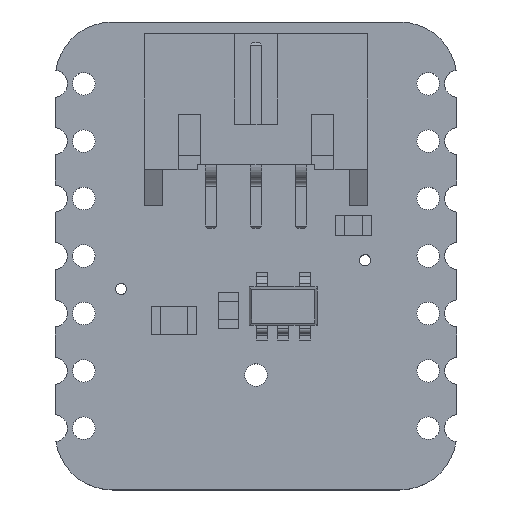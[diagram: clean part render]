
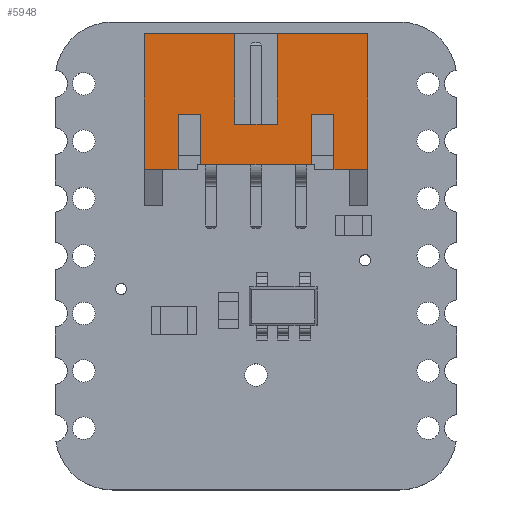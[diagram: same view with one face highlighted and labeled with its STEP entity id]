
A CAD part, top view. The second image highlights one B-rep face of the part: STEP entity #5948.
In plain terms, the highlighted planar face has unit normal (0, 0, 1).
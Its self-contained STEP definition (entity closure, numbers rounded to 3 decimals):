
#254=PLANE('',#6459);
#552=FACE_OUTER_BOUND('',#901,.T.);
#901=EDGE_LOOP('',(#5052,#5053,#5054,#5055,#5056,#5057,#5058,#5059,#5060,
#5061,#5062,#5063,#5064,#5065,#5066,#5067));
#1481=LINE('',#9142,#2159);
#1486=LINE('',#9153,#2164);
#1522=LINE('',#9236,#2200);
#1526=LINE('',#9244,#2204);
#1530=LINE('',#9252,#2208);
#1544=LINE('',#9281,#2222);
#1549=LINE('',#9289,#2227);
#1596=LINE('',#9379,#2274);
#1616=LINE('',#9416,#2294);
#1617=LINE('',#9419,#2295);
#1618=LINE('',#9421,#2296);
#1619=LINE('',#9423,#2297);
#1620=LINE('',#9425,#2298);
#1621=LINE('',#9427,#2299);
#1622=LINE('',#9429,#2300);
#1623=LINE('',#9430,#2301);
#2159=VECTOR('',#7548,4.);
#2164=VECTOR('',#7555,4.);
#2200=VECTOR('',#7619,2.223);
#2204=VECTOR('',#7625,1.);
#2208=VECTOR('',#7631,2.423);
#2222=VECTOR('',#7647,6.);
#2227=VECTOR('',#7654,10.);
#2274=VECTOR('',#7739,1.5);
#2294=VECTOR('',#7767,1.9);
#2295=VECTOR('',#7770,10.);
#2296=VECTOR('',#7771,2.223);
#2297=VECTOR('',#7772,1.);
#2298=VECTOR('',#7773,2.423);
#2299=VECTOR('',#7774,1.5);
#2300=VECTOR('',#7775,6.);
#2301=VECTOR('',#7776,3.);
#2802=VERTEX_POINT('',#9140);
#2803=VERTEX_POINT('',#9141);
#2807=VERTEX_POINT('',#9150);
#2808=VERTEX_POINT('',#9152);
#2840=VERTEX_POINT('',#9233);
#2841=VERTEX_POINT('',#9235);
#2844=VERTEX_POINT('',#9243);
#2847=VERTEX_POINT('',#9251);
#2860=VERTEX_POINT('',#9278);
#2861=VERTEX_POINT('',#9280);
#2901=VERTEX_POINT('',#9418);
#2902=VERTEX_POINT('',#9420);
#2903=VERTEX_POINT('',#9422);
#2904=VERTEX_POINT('',#9424);
#2905=VERTEX_POINT('',#9426);
#2906=VERTEX_POINT('',#9428);
#3511=EDGE_CURVE('',#2802,#2803,#1481,.T.);
#3516=EDGE_CURVE('',#2807,#2808,#1486,.T.);
#3556=EDGE_CURVE('',#2841,#2840,#1522,.F.);
#3560=EDGE_CURVE('',#2844,#2841,#1526,.F.);
#3564=EDGE_CURVE('',#2847,#2844,#1530,.T.);
#3578=EDGE_CURVE('',#2861,#2860,#1544,.F.);
#3583=EDGE_CURVE('',#2861,#2807,#1549,.T.);
#3630=EDGE_CURVE('',#2847,#2860,#1596,.T.);
#3650=EDGE_CURVE('',#2802,#2808,#1616,.T.);
#3651=EDGE_CURVE('',#2840,#2901,#1617,.T.);
#3652=EDGE_CURVE('',#2901,#2902,#1618,.T.);
#3653=EDGE_CURVE('',#2902,#2903,#1619,.F.);
#3654=EDGE_CURVE('',#2903,#2904,#1620,.F.);
#3655=EDGE_CURVE('',#2905,#2904,#1621,.T.);
#3656=EDGE_CURVE('',#2905,#2906,#1622,.T.);
#3657=EDGE_CURVE('',#2906,#2803,#1623,.T.);
#5052=ORIENTED_EDGE('',*,*,#3651,.T.);
#5053=ORIENTED_EDGE('',*,*,#3652,.T.);
#5054=ORIENTED_EDGE('',*,*,#3653,.T.);
#5055=ORIENTED_EDGE('',*,*,#3654,.T.);
#5056=ORIENTED_EDGE('',*,*,#3655,.F.);
#5057=ORIENTED_EDGE('',*,*,#3656,.T.);
#5058=ORIENTED_EDGE('',*,*,#3657,.T.);
#5059=ORIENTED_EDGE('',*,*,#3511,.F.);
#5060=ORIENTED_EDGE('',*,*,#3650,.T.);
#5061=ORIENTED_EDGE('',*,*,#3516,.F.);
#5062=ORIENTED_EDGE('',*,*,#3583,.F.);
#5063=ORIENTED_EDGE('',*,*,#3578,.T.);
#5064=ORIENTED_EDGE('',*,*,#3630,.F.);
#5065=ORIENTED_EDGE('',*,*,#3564,.T.);
#5066=ORIENTED_EDGE('',*,*,#3560,.T.);
#5067=ORIENTED_EDGE('',*,*,#3556,.T.);
#5948=ADVANCED_FACE('',(#552),#254,.T.);
#6459=AXIS2_PLACEMENT_3D('',#9417,#7768,#7769);
#7548=DIRECTION('',(0.,1.,0.));
#7555=DIRECTION('',(0.,-1.,0.));
#7619=DIRECTION('',(0.,1.,0.));
#7625=DIRECTION('',(-1.,0.,0.));
#7631=DIRECTION('',(0.,1.,0.));
#7647=DIRECTION('',(0.,1.,0.));
#7654=DIRECTION('',(1.,0.,0.));
#7739=DIRECTION('',(-1.,0.,0.));
#7767=DIRECTION('',(-1.,0.,0.));
#7768=DIRECTION('center_axis',(0.,0.,1.));
#7769=DIRECTION('ref_axis',(0.,1.,0.));
#7770=DIRECTION('',(1.,0.,0.));
#7771=DIRECTION('',(0.,1.,0.));
#7772=DIRECTION('',(-1.,0.,0.));
#7773=DIRECTION('',(0.,1.,0.));
#7774=DIRECTION('',(-1.,0.,0.));
#7775=DIRECTION('',(0.,1.,0.));
#7776=DIRECTION('',(-1.,0.,0.));
#9140=CARTESIAN_POINT('',(0.95,0.3,4.8));
#9141=CARTESIAN_POINT('',(0.95,4.3,4.8));
#9142=CARTESIAN_POINT('',(0.95,0.3,4.8));
#9150=CARTESIAN_POINT('',(-0.95,4.3,4.8));
#9152=CARTESIAN_POINT('',(-0.95,0.3,4.8));
#9153=CARTESIAN_POINT('',(-0.95,0.3,4.8));
#9233=CARTESIAN_POINT('',(-2.45,-1.5,4.8));
#9235=CARTESIAN_POINT('',(-2.45,0.723,4.8));
#9236=CARTESIAN_POINT('',(-2.45,-1.5,4.8));
#9243=CARTESIAN_POINT('',(-3.45,0.723,4.8));
#9244=CARTESIAN_POINT('',(-2.45,0.723,4.8));
#9251=CARTESIAN_POINT('',(-3.45,-1.7,4.8));
#9252=CARTESIAN_POINT('',(-3.45,-1.7,4.8));
#9278=CARTESIAN_POINT('',(-4.95,-1.7,4.8));
#9280=CARTESIAN_POINT('',(-4.95,4.3,4.8));
#9281=CARTESIAN_POINT('',(-4.95,-1.7,4.8));
#9289=CARTESIAN_POINT('',(-1.95,4.3,4.8));
#9379=CARTESIAN_POINT('',(-3.45,-1.7,4.8));
#9416=CARTESIAN_POINT('',(1.95,0.3,4.8));
#9417=CARTESIAN_POINT('Origin',(1.,-1.7,4.8));
#9418=CARTESIAN_POINT('',(2.45,-1.5,4.8));
#9419=CARTESIAN_POINT('',(1.,-1.5,4.8));
#9420=CARTESIAN_POINT('',(2.45,0.723,4.8));
#9421=CARTESIAN_POINT('',(2.45,-1.5,4.8));
#9422=CARTESIAN_POINT('',(3.45,0.723,4.8));
#9423=CARTESIAN_POINT('',(3.45,0.723,4.8));
#9424=CARTESIAN_POINT('',(3.45,-1.7,4.8));
#9425=CARTESIAN_POINT('',(3.45,-1.7,4.8));
#9426=CARTESIAN_POINT('',(4.95,-1.7,4.8));
#9427=CARTESIAN_POINT('',(4.95,-1.7,4.8));
#9428=CARTESIAN_POINT('',(4.95,4.3,4.8));
#9429=CARTESIAN_POINT('',(4.95,-1.7,4.8));
#9430=CARTESIAN_POINT('',(4.95,4.3,4.8));
